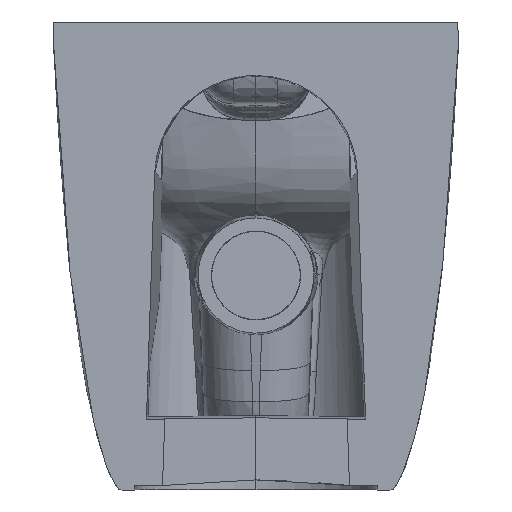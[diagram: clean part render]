
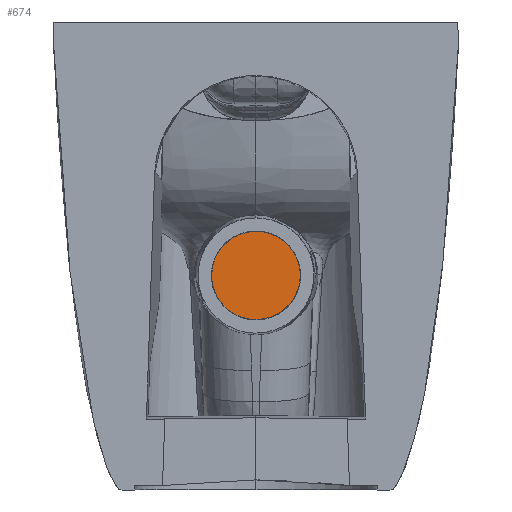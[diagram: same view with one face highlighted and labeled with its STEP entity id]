
A CAD part, left-side view. The second image highlights one B-rep face of the part: STEP entity #674.
In plain terms, the highlighted planar face has unit normal (-1, 0, -0.005).
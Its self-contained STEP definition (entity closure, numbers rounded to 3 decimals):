
#267=(
BOUNDED_CURVE()
B_SPLINE_CURVE(3,(#44771,#44772,#44773,#44774),.UNSPECIFIED.,.F.,.F.)
B_SPLINE_CURVE_WITH_KNOTS((4,4),(0.,1.),.UNSPECIFIED.)
CURVE()
GEOMETRIC_REPRESENTATION_ITEM()
RATIONAL_B_SPLINE_CURVE((1.,0.333,0.333,
1.))
REPRESENTATION_ITEM('')
);
#268=(
BOUNDED_CURVE()
B_SPLINE_CURVE(3,(#44797,#44798,#44799,#44800),.UNSPECIFIED.,.F.,.F.)
B_SPLINE_CURVE_WITH_KNOTS((4,4),(0.,1.),.UNSPECIFIED.)
CURVE()
GEOMETRIC_REPRESENTATION_ITEM()
RATIONAL_B_SPLINE_CURVE((1.,0.333,0.333,
1.))
REPRESENTATION_ITEM('')
);
#446=PLANE('',#4937);
#674=ADVANCED_FACE('',(#1062),#446,.T.);
#1062=FACE_OUTER_BOUND('',#1345,.T.);
#1345=EDGE_LOOP('',(#2228,#2229));
#2228=ORIENTED_EDGE('',*,*,#3935,.F.);
#2229=ORIENTED_EDGE('',*,*,#3937,.F.);
#3328=VERTEX_POINT('',#44770);
#3329=VERTEX_POINT('',#44775);
#3935=EDGE_CURVE('',#3328,#3329,#267,.T.);
#3937=EDGE_CURVE('',#3329,#3328,#268,.T.);
#4937=AXIS2_PLACEMENT_3D('',#44801,#5107,#5108);
#5107=DIRECTION('',(-1.,0.,-0.005));
#5108=DIRECTION('',(0.005,0.,-1.));
#44770=CARTESIAN_POINT('',(81.021,0.,-158.352));
#44771=CARTESIAN_POINT('',(81.021,0.,-158.352));
#44772=CARTESIAN_POINT('',(81.021,-78.697,-158.353));
#44773=CARTESIAN_POINT('',(81.431,-78.697,-236.655));
#44774=CARTESIAN_POINT('',(81.431,0.,-236.656));
#44775=CARTESIAN_POINT('',(81.431,0.,-236.656));
#44797=CARTESIAN_POINT('',(81.431,0.,-236.656));
#44798=CARTESIAN_POINT('',(81.431,78.697,-236.655));
#44799=CARTESIAN_POINT('',(81.021,78.697,-158.353));
#44800=CARTESIAN_POINT('',(81.021,0.,-158.352));
#44801=CARTESIAN_POINT('',(81.184,0.,-189.488));
